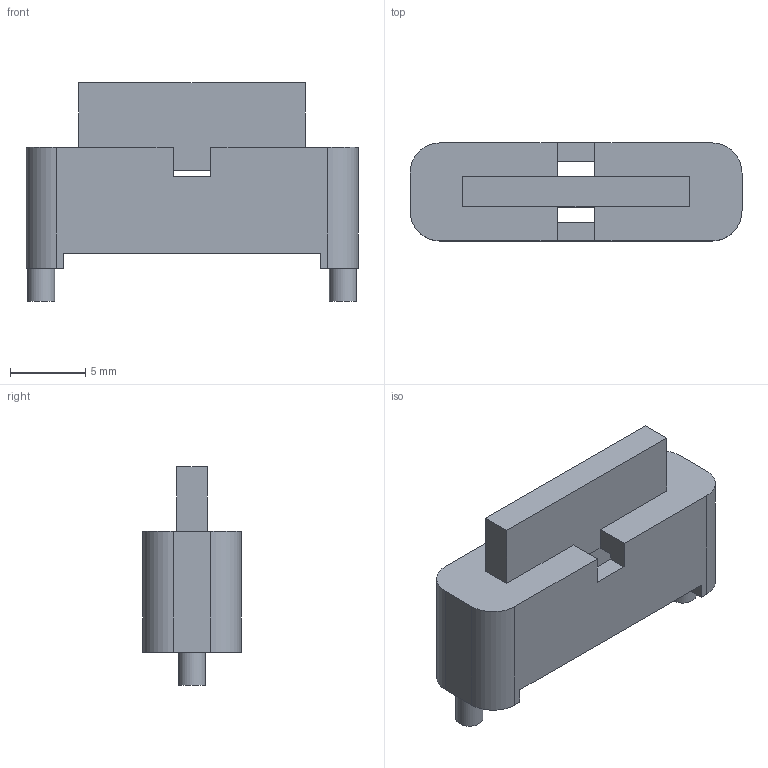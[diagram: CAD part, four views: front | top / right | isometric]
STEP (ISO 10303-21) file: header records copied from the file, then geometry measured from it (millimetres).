
FILE_DESCRIPTION(('FreeCAD Model'),'2;1');
FILE_NAME('Open CASCADE Shape Model','2026-02-14T15:18:43',('Author'),( ''),'Open CASCADE STEP processor 7.8','FreeCAD','Unknown');
FILE_SCHEMA(('AUTOMOTIVE_DESIGN { 1 0 10303 214 1 1 1 1 }'));
Length unit declared in the file: millimetre
Products named in the file (1): light_pipe
Bounding box: 22 x 6.5 x 14.5 mm (x, y, z)
Volume: 793.7 mm3; surface area: 1060.4 mm2
Topology: 1 solids, 1 shells, 35 faces, 102 edges, 68 vertices
Faces by surface type: plane 27, cylinder 8
Full cylindrical faces by diameter (mm): 1.8 x2
Entity records: 1182 total; most frequent: CARTESIAN_POINT 206, ORIENTED_EDGE 204, DIRECTION 190, EDGE_CURVE 102, LINE 86, VECTOR 86, VERTEX_POINT 68, AXIS2_PLACEMENT_3D 52
